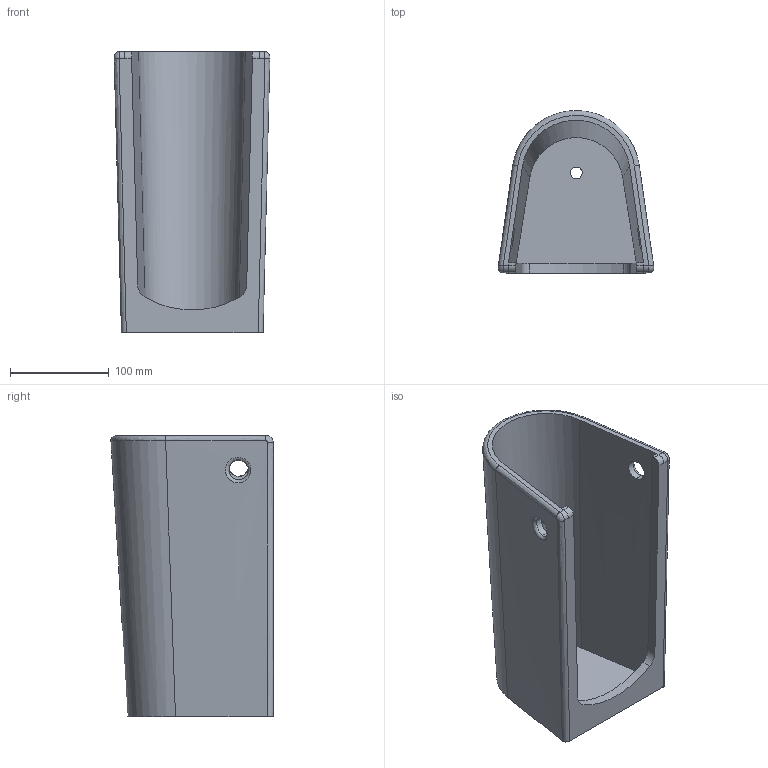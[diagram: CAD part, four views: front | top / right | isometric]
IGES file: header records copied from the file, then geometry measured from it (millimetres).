
Global section: file name: No Iges File Name specified; native system: AutoDesk Inventor R11.0; preprocessor: AutoDesk Inventor Iges Exporter R11.0; author: No Author specified; organization: No Organization specified; date: 20070711.171411; units: millimetre
Bounding box: 158.09 x 164.52 x 285.19 mm (x, y, z)
Volume: 1236618.5 mm3; surface area: 264288.3 mm2
Topology: 1 solids, 1 shells, 41 faces, 109 edges, 68 vertices
Faces by surface type: bspline 16, plane 11, revolution 9, cylinder 5
